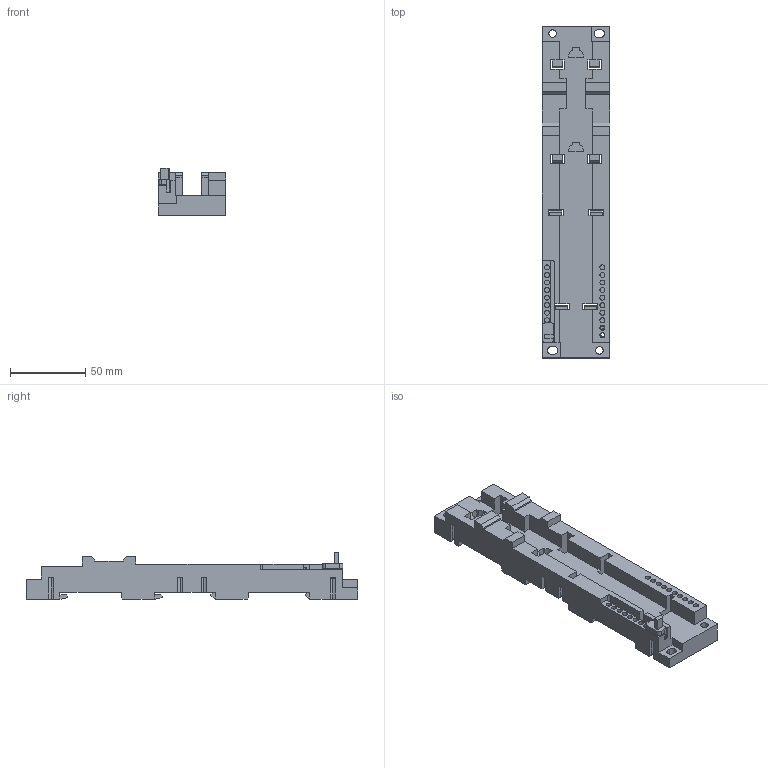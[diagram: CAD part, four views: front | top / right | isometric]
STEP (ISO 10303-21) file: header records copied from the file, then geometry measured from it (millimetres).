
FILE_DESCRIPTION(('STEP AP214'),'1');
FILE_NAME('cctmp_F9EC125A-0EE9-4259-80E8-9D21BC3EE25C_2023_07_18_12_12_53_0474..stp','2023-07-18T10:12:54',('SIEMENS A&D'),('CADClick - www.CADClick.com'),'Spatial InterOp 3D postprocessed',' ','unknown authorization');
FILE_SCHEMA(('AUTOMOTIVE_DESIGN'));
Length unit declared in the file: millimetre
Products named in the file (1): 2023_07_18_12_12_53_0459
Bounding box: 45 x 220 x 31.8 mm (x, y, z)
Volume: 141380 mm3; surface area: 45248.8 mm2
Topology: 1 solids, 1 shells, 350 faces, 1020 edges, 674 vertices
Faces by surface type: plane 261, cylinder 89
Entity records: 12656 total; most frequent: CARTESIAN_POINT 2045, ORIENTED_EDGE 2040, DIRECTION 1935, EDGE_CURVE 1020, LINE 807, VECTOR 807, VERTEX_POINT 674, AXIS2_PLACEMENT_3D 564
